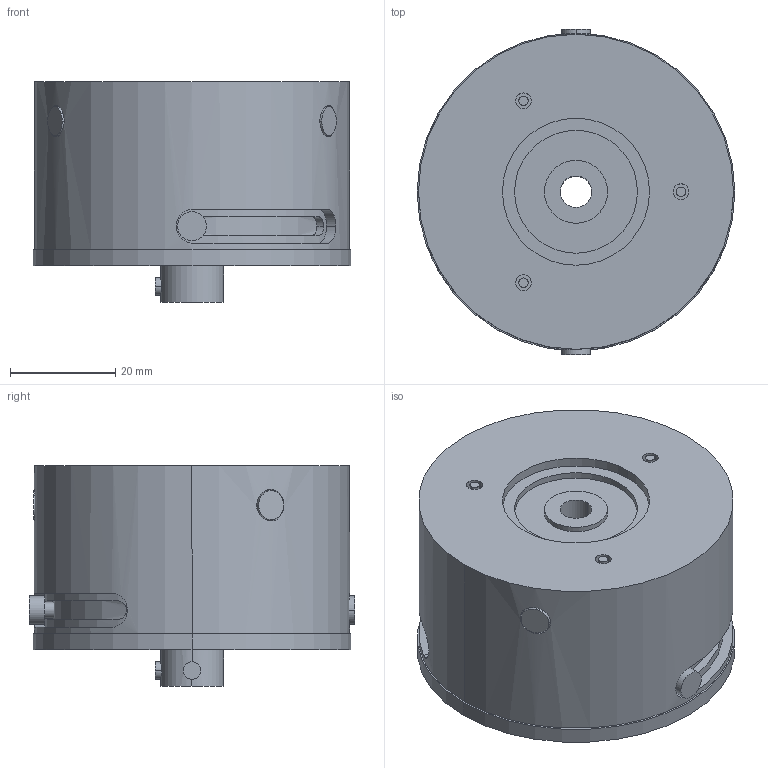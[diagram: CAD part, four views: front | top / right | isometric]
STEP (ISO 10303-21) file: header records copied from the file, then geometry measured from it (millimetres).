
FILE_DESCRIPTION (( 'STEP AP203' ), '1' );
FILE_NAME ('PHT 2.5D_25297200(１体）.STEP', '2016-03-18T06:28:13', ( ' ' ), ( '' ), 'SwSTEP 2.0', 'SolidWorks 2009', '' );
FILE_SCHEMA (( 'CONFIG_CONTROL_DESIGN' ));
Length unit declared in the file: millimetre
Products named in the file (1): PHT 2.5D_25297200(１体）
Bounding box: 60.5 x 62 x 42 mm (x, y, z)
Volume: 94677.8 mm3; surface area: 16710 mm2
Topology: 3 solids, 3 shells, 138 faces, 288 edges, 190 vertices
Faces by surface type: cylinder 92, plane 46
Entity records: 4597 total; most frequent: CARTESIAN_POINT 1503, DIRECTION 664, ORIENTED_EDGE 576, EDGE_CURVE 288, AXIS2_PLACEMENT_3D 285, VERTEX_POINT 190, EDGE_LOOP 174, CIRCLE 146
